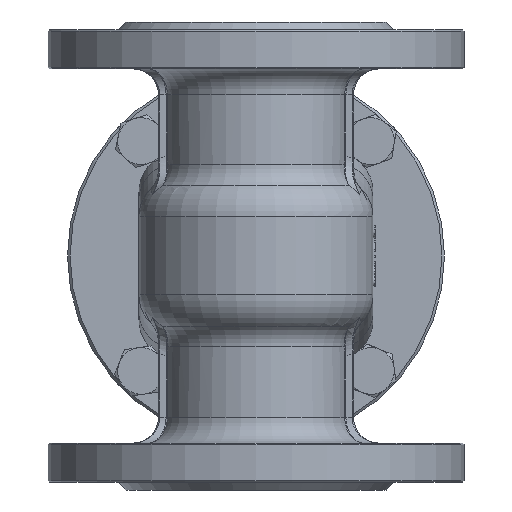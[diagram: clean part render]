
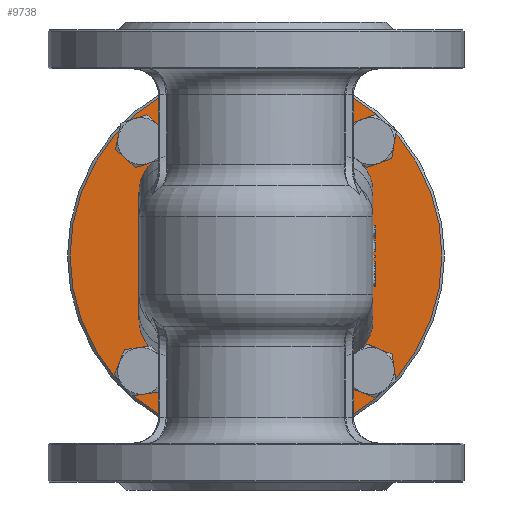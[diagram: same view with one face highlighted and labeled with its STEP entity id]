
A CAD part, front view. The second image highlights one B-rep face of the part: STEP entity #9738.
In plain terms, the highlighted planar face has unit normal (0, -1, 0).
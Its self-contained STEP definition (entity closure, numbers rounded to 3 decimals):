
#195=ELLIPSE('',#10725,15.462,15.);
#196=ELLIPSE('',#10726,15.462,15.);
#197=ELLIPSE('',#10727,15.462,15.);
#198=ELLIPSE('',#10728,15.462,15.);
#644=FACE_BOUND('',#3007,.T.);
#645=FACE_BOUND('',#3008,.T.);
#646=FACE_BOUND('',#3009,.T.);
#647=FACE_BOUND('',#3010,.T.);
#648=FACE_BOUND('',#3011,.T.);
#772=PLANE('',#10720);
#1123=LINE('',#17841,#1664);
#1124=LINE('',#17845,#1665);
#1125=LINE('',#17849,#1666);
#1126=LINE('',#17853,#1667);
#1664=VECTOR('',#12532,10.);
#1665=VECTOR('',#12535,10.);
#1666=VECTOR('',#12538,10.);
#1667=VECTOR('',#12541,10.);
#2381=FACE_OUTER_BOUND('',#3006,.T.);
#3006=EDGE_LOOP('',(#7420));
#3007=EDGE_LOOP('',(#7421));
#3008=EDGE_LOOP('',(#7422));
#3009=EDGE_LOOP('',(#7423));
#3010=EDGE_LOOP('',(#7424));
#3011=EDGE_LOOP('',(#7425,#7426,#7427,#7428,#7429,#7430,#7431,#7432));
#3658=CIRCLE('',#10719,71.5);
#3659=CIRCLE('',#10721,6.);
#3660=CIRCLE('',#10722,6.);
#3661=CIRCLE('',#10723,6.);
#3662=CIRCLE('',#10724,6.);
#4279=VERTEX_POINT('',#17827);
#4280=VERTEX_POINT('',#17831);
#4281=VERTEX_POINT('',#17833);
#4282=VERTEX_POINT('',#17835);
#4283=VERTEX_POINT('',#17837);
#4284=VERTEX_POINT('',#17839);
#4285=VERTEX_POINT('',#17840);
#4286=VERTEX_POINT('',#17842);
#4287=VERTEX_POINT('',#17844);
#4288=VERTEX_POINT('',#17846);
#4289=VERTEX_POINT('',#17848);
#4290=VERTEX_POINT('',#17850);
#4291=VERTEX_POINT('',#17852);
#5376=EDGE_CURVE('',#4279,#4279,#3658,.T.);
#5377=EDGE_CURVE('',#4280,#4280,#3659,.T.);
#5378=EDGE_CURVE('',#4281,#4281,#3660,.T.);
#5379=EDGE_CURVE('',#4282,#4282,#3661,.T.);
#5380=EDGE_CURVE('',#4283,#4283,#3662,.T.);
#5381=EDGE_CURVE('',#4284,#4285,#1123,.T.);
#5382=EDGE_CURVE('',#4285,#4286,#195,.T.);
#5383=EDGE_CURVE('',#4287,#4286,#1124,.T.);
#5384=EDGE_CURVE('',#4288,#4287,#196,.T.);
#5385=EDGE_CURVE('',#4289,#4288,#1125,.T.);
#5386=EDGE_CURVE('',#4290,#4289,#197,.T.);
#5387=EDGE_CURVE('',#4291,#4290,#1126,.T.);
#5388=EDGE_CURVE('',#4291,#4284,#198,.T.);
#7420=ORIENTED_EDGE('',*,*,#5376,.F.);
#7421=ORIENTED_EDGE('',*,*,#5377,.F.);
#7422=ORIENTED_EDGE('',*,*,#5378,.F.);
#7423=ORIENTED_EDGE('',*,*,#5379,.F.);
#7424=ORIENTED_EDGE('',*,*,#5380,.F.);
#7425=ORIENTED_EDGE('',*,*,#5381,.T.);
#7426=ORIENTED_EDGE('',*,*,#5382,.T.);
#7427=ORIENTED_EDGE('',*,*,#5383,.F.);
#7428=ORIENTED_EDGE('',*,*,#5384,.F.);
#7429=ORIENTED_EDGE('',*,*,#5385,.F.);
#7430=ORIENTED_EDGE('',*,*,#5386,.F.);
#7431=ORIENTED_EDGE('',*,*,#5387,.F.);
#7432=ORIENTED_EDGE('',*,*,#5388,.T.);
#9738=ADVANCED_FACE('',(#2381,#644,#645,#646,#647,#648),#772,.F.);
#10719=AXIS2_PLACEMENT_3D('',#17829,#12520,#12521);
#10720=AXIS2_PLACEMENT_3D('',#17830,#12522,#12523);
#10721=AXIS2_PLACEMENT_3D('',#17832,#12524,#12525);
#10722=AXIS2_PLACEMENT_3D('',#17834,#12526,#12527);
#10723=AXIS2_PLACEMENT_3D('',#17836,#12528,#12529);
#10724=AXIS2_PLACEMENT_3D('',#17838,#12530,#12531);
#10725=AXIS2_PLACEMENT_3D('',#17843,#12533,#12534);
#10726=AXIS2_PLACEMENT_3D('',#17847,#12536,#12537);
#10727=AXIS2_PLACEMENT_3D('',#17851,#12539,#12540);
#10728=AXIS2_PLACEMENT_3D('',#17854,#12542,#12543);
#12520=DIRECTION('center_axis',(0.,1.,0.));
#12521=DIRECTION('ref_axis',(-1.,0.,0.));
#12522=DIRECTION('center_axis',(0.,1.,0.));
#12523=DIRECTION('ref_axis',(0.,0.,1.));
#12524=DIRECTION('center_axis',(0.,-1.,0.));
#12525=DIRECTION('ref_axis',(-1.,0.,0.));
#12526=DIRECTION('center_axis',(0.,-1.,0.));
#12527=DIRECTION('ref_axis',(-1.,0.,0.));
#12528=DIRECTION('center_axis',(0.,-1.,0.));
#12529=DIRECTION('ref_axis',(-1.,0.,0.));
#12530=DIRECTION('center_axis',(0.,-1.,0.));
#12531=DIRECTION('ref_axis',(-1.,0.,0.));
#12532=DIRECTION('',(1.,0.,0.));
#12533=DIRECTION('center_axis',(0.,1.,0.));
#12534=DIRECTION('ref_axis',(0.,0.,1.));
#12535=DIRECTION('',(0.,0.,1.));
#12536=DIRECTION('center_axis',(0.,-1.,0.));
#12537=DIRECTION('ref_axis',(0.,0.,-1.));
#12538=DIRECTION('',(1.,0.,0.));
#12539=DIRECTION('center_axis',(0.,-1.,0.));
#12540=DIRECTION('ref_axis',(0.,0.,-1.));
#12541=DIRECTION('',(0.,0.,-1.));
#12542=DIRECTION('center_axis',(0.,1.,0.));
#12543=DIRECTION('ref_axis',(0.,0.,1.));
#17827=CARTESIAN_POINT('',(71.5,100.,90.));
#17829=CARTESIAN_POINT('Origin',(0.,100.,90.));
#17830=CARTESIAN_POINT('Origin',(0.,100.,90.));
#17831=CARTESIAN_POINT('',(-38.194,100.,134.194));
#17832=CARTESIAN_POINT('Origin',(-44.194,100.,134.194));
#17833=CARTESIAN_POINT('',(50.194,100.,134.194));
#17834=CARTESIAN_POINT('Origin',(44.194,100.,134.194));
#17835=CARTESIAN_POINT('',(50.194,100.,45.806));
#17836=CARTESIAN_POINT('Origin',(44.194,100.,45.806));
#17837=CARTESIAN_POINT('',(-38.194,100.,45.806));
#17838=CARTESIAN_POINT('Origin',(-44.194,100.,45.806));
#17839=CARTESIAN_POINT('',(-30.,100.,130.));
#17840=CARTESIAN_POINT('',(30.,100.,130.));
#17841=CARTESIAN_POINT('',(0.,100.,130.));
#17842=CARTESIAN_POINT('',(45.,100.,114.538));
#17843=CARTESIAN_POINT('Origin',(30.,100.,114.538));
#17844=CARTESIAN_POINT('',(45.,100.,65.462));
#17845=CARTESIAN_POINT('',(45.,100.,90.));
#17846=CARTESIAN_POINT('',(30.,100.,50.));
#17847=CARTESIAN_POINT('Origin',(30.,100.,65.462));
#17848=CARTESIAN_POINT('',(-30.,100.,50.));
#17849=CARTESIAN_POINT('',(0.,100.,50.));
#17850=CARTESIAN_POINT('',(-45.,100.,65.462));
#17851=CARTESIAN_POINT('Origin',(-30.,100.,65.462));
#17852=CARTESIAN_POINT('',(-45.,100.,114.538));
#17853=CARTESIAN_POINT('',(-45.,100.,90.));
#17854=CARTESIAN_POINT('Origin',(-30.,100.,114.538));
